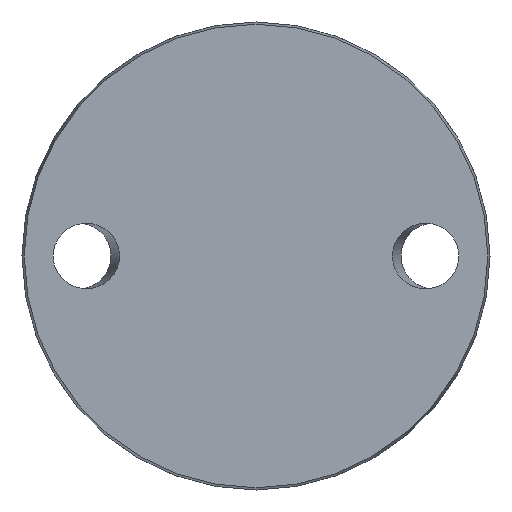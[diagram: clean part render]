
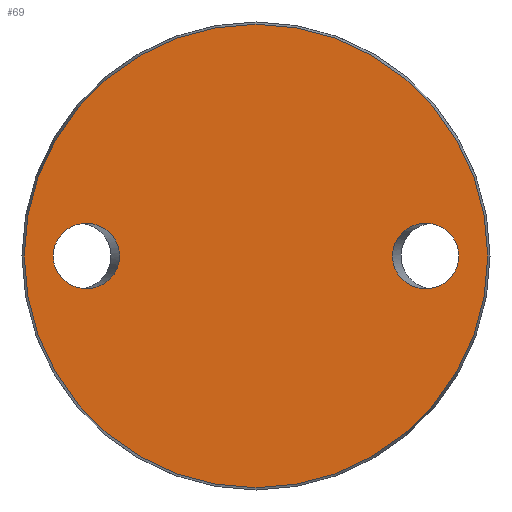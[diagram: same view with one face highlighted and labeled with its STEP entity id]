
A CAD part, front view. The second image highlights one B-rep face of the part: STEP entity #69.
In plain terms, the highlighted planar face has unit normal (0, -1, 0).
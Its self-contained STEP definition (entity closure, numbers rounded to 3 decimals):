
#40 =( BOUNDED_CURVE ( )  B_SPLINE_CURVE ( 3, ( #576, #767, #214, #389, #147, #332, #448 ),
 .UNSPECIFIED., .T., .T. ) 
 B_SPLINE_CURVE_WITH_KNOTS ( ( 4, 3, 4 ),
 ( 0., 3.142, 6.283 ),
 .UNSPECIFIED. ) 
 CURVE ( )  GEOMETRIC_REPRESENTATION_ITEM ( )  RATIONAL_B_SPLINE_CURVE ( ( 1., 0.333, 0.333, 1., 0.333, 0.333, 1. ) ) 
 REPRESENTATION_ITEM ( '' )  );
#69 = ADVANCED_FACE ( 'NONE', ( #384, #684, #625 ), #75, .F. ) ;
#72 = CARTESIAN_POINT ( 'NONE',  ( 0., 0., 0. ) ) ;
#75 = PLANE ( 'NONE',  #192 ) ;
#94 = EDGE_LOOP ( 'NONE', ( #469 ) ) ;
#127 = DIRECTION ( 'NONE',  ( 0., 0., 1. ) ) ;
#128 = DIRECTION ( 'NONE',  ( 0., -1., 0. ) ) ;
#143 = EDGE_LOOP ( 'NONE', ( #757 ) ) ;
#147 = CARTESIAN_POINT ( 'NONE',  ( 34.385, 0., 16.5 ) ) ;
#168 = EDGE_LOOP ( 'NONE', ( #171 ) ) ;
#171 = ORIENTED_EDGE ( 'NONE', *, *, #226, .T. ) ;
#192 = AXIS2_PLACEMENT_3D ( 'NONE', #252, #742, #127 ) ;
#204 = CARTESIAN_POINT ( 'NONE',  ( -34.385, 0., 16.5 ) ) ;
#214 = CARTESIAN_POINT ( 'NONE',  ( 34.385, 0., -16.5 ) ) ;
#226 = EDGE_CURVE ( 'NONE', #723, #723, #601, .T. ) ;
#252 = CARTESIAN_POINT ( 'NONE',  ( -58.425, 0., 0. ) ) ;
#328 = CARTESIAN_POINT ( 'NONE',  ( -51.115, 0., 16.5 ) ) ;
#332 = CARTESIAN_POINT ( 'NONE',  ( 51.115, 0., 16.5 ) ) ;
#346 = VERTEX_POINT ( 'NONE', #356 ) ;
#356 = CARTESIAN_POINT ( 'NONE',  ( 0., 0., -58.425 ) ) ;
#359 = CARTESIAN_POINT ( 'NONE',  ( 51.115, 0., 0. ) ) ;
#384 = FACE_BOUND ( 'NONE', #168, .T. ) ;
#389 = CARTESIAN_POINT ( 'NONE',  ( 34.385, 0., 0. ) ) ;
#448 = CARTESIAN_POINT ( 'NONE',  ( 51.115, 0., 0. ) ) ;
#455 = CARTESIAN_POINT ( 'NONE',  ( -51.115, 0., -16.5 ) ) ;
#469 = ORIENTED_EDGE ( 'NONE', *, *, #670, .T. ) ;
#472 = CARTESIAN_POINT ( 'NONE',  ( -51.115, 0., 0. ) ) ;
#514 = CARTESIAN_POINT ( 'NONE',  ( -34.385, 0., -16.5 ) ) ;
#526 = EDGE_CURVE ( 'NONE', #346, #346, #604, .T. ) ;
#570 = CARTESIAN_POINT ( 'NONE',  ( -34.385, 0., 0. ) ) ;
#576 = CARTESIAN_POINT ( 'NONE',  ( 51.115, 0., 0. ) ) ;
#594 = VERTEX_POINT ( 'NONE', #359 ) ;
#601 =( BOUNDED_CURVE ( )  B_SPLINE_CURVE ( 3, ( #631, #328, #204, #570, #514, #455, #694 ),
 .UNSPECIFIED., .T., .T. ) 
 B_SPLINE_CURVE_WITH_KNOTS ( ( 4, 3, 4 ),
 ( 0., 3.142, 6.283 ),
 .UNSPECIFIED. ) 
 CURVE ( )  GEOMETRIC_REPRESENTATION_ITEM ( )  RATIONAL_B_SPLINE_CURVE ( ( 1., 0.333, 0.333, 1., 0.333, 0.333, 1. ) ) 
 REPRESENTATION_ITEM ( '' )  );
#604 = CIRCLE ( 'NONE', #721, 58.425 ) ;
#607 = DIRECTION ( 'NONE',  ( 0., 0., -1. ) ) ;
#625 = FACE_OUTER_BOUND ( 'NONE', #143, .T. ) ;
#631 = CARTESIAN_POINT ( 'NONE',  ( -51.115, 0., 0. ) ) ;
#670 = EDGE_CURVE ( 'NONE', #594, #594, #40, .T. ) ;
#684 = FACE_BOUND ( 'NONE', #94, .T. ) ;
#694 = CARTESIAN_POINT ( 'NONE',  ( -51.115, 0., 0. ) ) ;
#721 = AXIS2_PLACEMENT_3D ( 'NONE', #72, #128, #607 ) ;
#723 = VERTEX_POINT ( 'NONE', #472 ) ;
#742 = DIRECTION ( 'NONE',  ( 0., 1., 0. ) ) ;
#757 = ORIENTED_EDGE ( 'NONE', *, *, #526, .T. ) ;
#767 = CARTESIAN_POINT ( 'NONE',  ( 51.115, 0., -16.5 ) ) ;
